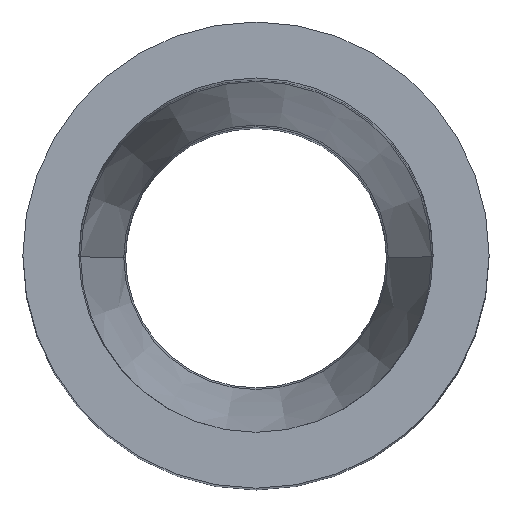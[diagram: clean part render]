
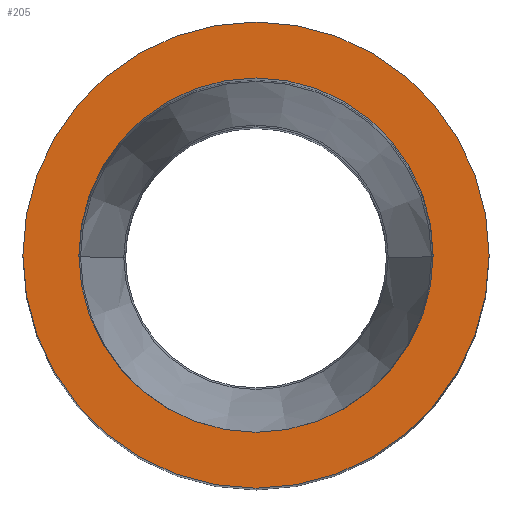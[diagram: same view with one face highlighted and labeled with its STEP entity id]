
A CAD part, top view. The second image highlights one B-rep face of the part: STEP entity #205.
In plain terms, the highlighted planar face has unit normal (0, 0, 1).
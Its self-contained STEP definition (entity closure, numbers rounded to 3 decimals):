
#47 = CIRCLE ( 'NONE', #648, 12.5 ) ;
#67 = VERTEX_POINT ( 'NONE', #579 ) ;
#71 = AXIS2_PLACEMENT_3D ( 'NONE', #132, #386, #586 ) ;
#100 = DIRECTION ( 'NONE',  ( 0., 0., -1. ) ) ;
#103 = ORIENTED_EDGE ( 'NONE', *, *, #353, .T. ) ;
#105 = CARTESIAN_POINT ( 'NONE',  ( 0., 0., 61.5 ) ) ;
#122 = CARTESIAN_POINT ( 'NONE',  ( 9.5, 0., 61.5 ) ) ;
#132 = CARTESIAN_POINT ( 'NONE',  ( 0., 0., 61.5 ) ) ;
#148 = CARTESIAN_POINT ( 'NONE',  ( 0., 0., 61.5 ) ) ;
#163 = DIRECTION ( 'NONE',  ( -1., 0., 0. ) ) ;
#164 = ORIENTED_EDGE ( 'NONE', *, *, #228, .F. ) ;
#166 = EDGE_CURVE ( 'NONE', #385, #168, #340, .T. ) ;
#168 = VERTEX_POINT ( 'NONE', #335 ) ;
#185 = FACE_OUTER_BOUND ( 'NONE', #524, .T. ) ;
#201 = CARTESIAN_POINT ( 'NONE',  ( -9.5, 0., 61.5 ) ) ;
#205 = ADVANCED_FACE ( 'NONE', ( #297, #185 ), #490, .T. ) ;
#210 = EDGE_CURVE ( 'NONE', #67, #529, #435, .T. ) ;
#216 = AXIS2_PLACEMENT_3D ( 'NONE', #409, #364, #163 ) ;
#228 = EDGE_CURVE ( 'NONE', #529, #67, #47, .T. ) ;
#265 = ORIENTED_EDGE ( 'NONE', *, *, #166, .T. ) ;
#270 = CARTESIAN_POINT ( 'NONE',  ( 12.5, 0., 61.5 ) ) ;
#297 = FACE_BOUND ( 'NONE', #487, .T. ) ;
#305 = DIRECTION ( 'NONE',  ( -1., 0., 0. ) ) ;
#335 = CARTESIAN_POINT ( 'NONE',  ( -9.5, 0., 61.5 ) ) ;
#336 = ORIENTED_EDGE ( 'NONE', *, *, #210, .F. ) ;
#340 = CIRCLE ( 'NONE', #71, 9.5 ) ;
#353 = EDGE_CURVE ( 'NONE', #168, #385, #564, .T. ) ;
#364 = DIRECTION ( 'NONE',  ( 0., 0., -1. ) ) ;
#379 = AXIS2_PLACEMENT_3D ( 'NONE', #105, #595, #499 ) ;
#385 = VERTEX_POINT ( 'NONE', #122 ) ;
#386 = DIRECTION ( 'NONE',  ( 0., 0., -1. ) ) ;
#395 = DIRECTION ( 'NONE',  ( 0., 0., 1. ) ) ;
#409 = CARTESIAN_POINT ( 'NONE',  ( 0., 0., 61.5 ) ) ;
#435 = CIRCLE ( 'NONE', #379, 12.5 ) ;
#447 = DIRECTION ( 'NONE',  ( 1., 0., 0. ) ) ;
#487 = EDGE_LOOP ( 'NONE', ( #103, #265 ) ) ;
#490 = PLANE ( 'NONE',  #527 ) ;
#499 = DIRECTION ( 'NONE',  ( -1., 0., 0. ) ) ;
#524 = EDGE_LOOP ( 'NONE', ( #336, #164 ) ) ;
#527 = AXIS2_PLACEMENT_3D ( 'NONE', #201, #395, #447 ) ;
#529 = VERTEX_POINT ( 'NONE', #270 ) ;
#564 = CIRCLE ( 'NONE', #216, 9.5 ) ;
#579 = CARTESIAN_POINT ( 'NONE',  ( -12.5, 0., 61.5 ) ) ;
#586 = DIRECTION ( 'NONE',  ( -1., 0., 0. ) ) ;
#595 = DIRECTION ( 'NONE',  ( 0., 0., -1. ) ) ;
#648 = AXIS2_PLACEMENT_3D ( 'NONE', #148, #100, #305 ) ;
